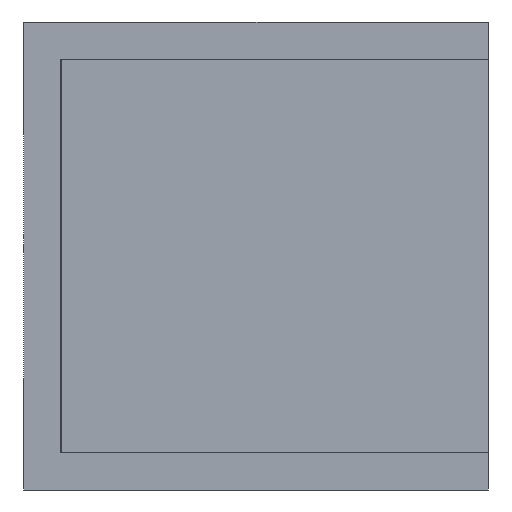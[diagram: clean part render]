
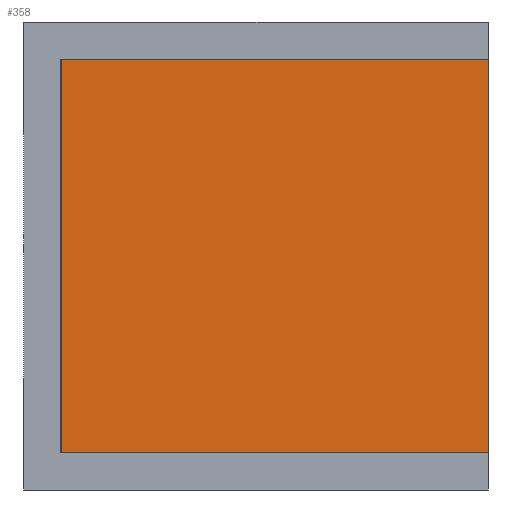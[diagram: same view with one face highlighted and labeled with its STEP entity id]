
A CAD part, left-side view. The second image highlights one B-rep face of the part: STEP entity #358.
In plain terms, the highlighted planar face has unit normal (-1, 0, 0).
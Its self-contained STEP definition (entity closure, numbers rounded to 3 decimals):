
#56=FACE_OUTER_BOUND('',#74,.T.);
#74=EDGE_LOOP('',(#255,#256,#257,#258));
#111=LINE('',#544,#143);
#112=LINE('',#546,#144);
#113=LINE('',#548,#145);
#114=LINE('',#549,#146);
#143=VECTOR('',#439,10.);
#144=VECTOR('',#440,10.);
#145=VECTOR('',#441,10.);
#146=VECTOR('',#442,10.);
#175=VERTEX_POINT('',#542);
#176=VERTEX_POINT('',#543);
#177=VERTEX_POINT('',#545);
#178=VERTEX_POINT('',#547);
#207=EDGE_CURVE('',#175,#176,#111,.T.);
#208=EDGE_CURVE('',#177,#176,#112,.T.);
#209=EDGE_CURVE('',#178,#177,#113,.T.);
#210=EDGE_CURVE('',#178,#175,#114,.T.);
#255=ORIENTED_EDGE('',*,*,#207,.T.);
#256=ORIENTED_EDGE('',*,*,#208,.F.);
#257=ORIENTED_EDGE('',*,*,#209,.F.);
#258=ORIENTED_EDGE('',*,*,#210,.T.);
#348=PLANE('',#396);
#358=ADVANCED_FACE('',(#56),#348,.F.);
#396=AXIS2_PLACEMENT_3D('',#541,#437,#438);
#437=DIRECTION('center_axis',(1.,0.,0.));
#438=DIRECTION('ref_axis',(0.,0.,-1.));
#439=DIRECTION('',(0.,-1.,0.));
#440=DIRECTION('',(0.,0.,-1.));
#441=DIRECTION('',(0.,-1.,0.));
#442=DIRECTION('',(0.,0.,-1.));
#541=CARTESIAN_POINT('Origin',(200.,-52.5,-63.));
#542=CARTESIAN_POINT('',(200.,0.,-116.));
#543=CARTESIAN_POINT('',(200.,-115.,-116.));
#544=CARTESIAN_POINT('',(200.,0.,-116.));
#545=CARTESIAN_POINT('',(200.,-115.,-10.));
#546=CARTESIAN_POINT('',(200.,-115.,0.));
#547=CARTESIAN_POINT('',(200.,0.,-10.));
#548=CARTESIAN_POINT('',(200.,0.,-10.));
#549=CARTESIAN_POINT('',(200.,0.,0.));
